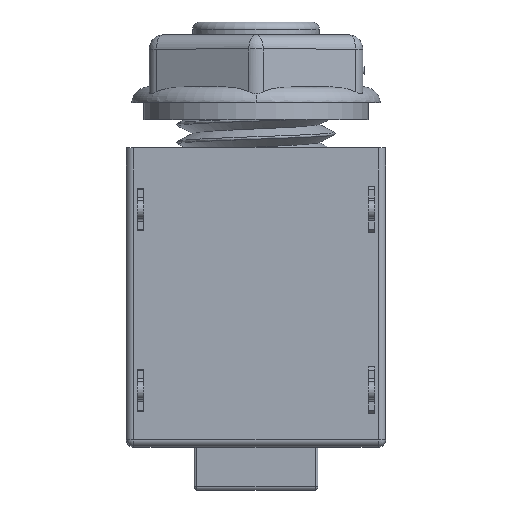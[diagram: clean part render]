
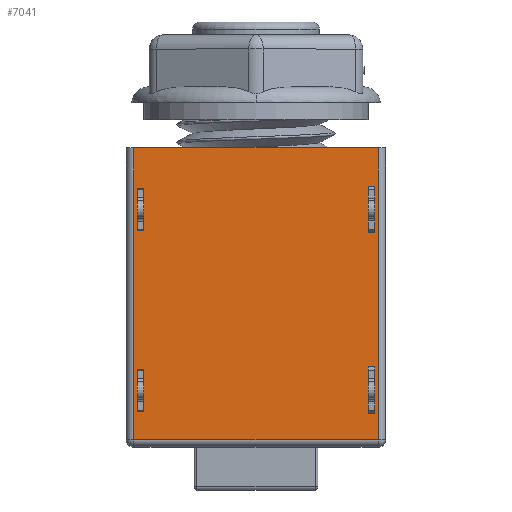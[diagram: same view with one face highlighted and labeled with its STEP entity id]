
A CAD part, top view. The second image highlights one B-rep face of the part: STEP entity #7041.
In plain terms, the highlighted planar face has unit normal (0, 0, 1).
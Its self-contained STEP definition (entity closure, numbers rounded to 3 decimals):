
#850=DIRECTION('',(0.,1.,0.));
#851=VECTOR('',#850,20.5);
#852=CARTESIAN_POINT('',(-8.6,-20.5,7.9));
#853=LINE('',#852,#851);
#854=DIRECTION('',(-1.,0.,0.));
#855=VECTOR('',#854,17.2);
#856=CARTESIAN_POINT('',(8.6,0.,7.9));
#857=LINE('',#856,#855);
#858=DIRECTION('',(0.,1.,0.));
#859=VECTOR('',#858,3.296);
#860=CARTESIAN_POINT('',(8.34,-5.973,7.9));
#861=LINE('',#860,#859);
#862=DIRECTION('',(-1.,0.,0.));
#863=VECTOR('',#862,0.46);
#864=CARTESIAN_POINT('',(8.34,-2.677,7.9));
#865=LINE('',#864,#863);
#866=DIRECTION('',(0.,1.,0.));
#867=VECTOR('',#866,3.296);
#868=CARTESIAN_POINT('',(7.88,-5.973,7.9));
#869=LINE('',#868,#867);
#870=DIRECTION('',(-1.,0.,0.));
#871=VECTOR('',#870,0.46);
#872=CARTESIAN_POINT('',(8.34,-5.973,7.9));
#873=LINE('',#872,#871);
#874=DIRECTION('',(0.,1.,0.));
#875=VECTOR('',#874,2.903);
#876=CARTESIAN_POINT('',(-8.35,-5.777,7.9));
#877=LINE('',#876,#875);
#878=DIRECTION('',(-1.,0.,0.));
#879=VECTOR('',#878,0.46);
#880=CARTESIAN_POINT('',(-7.89,-5.777,7.9));
#881=LINE('',#880,#879);
#882=DIRECTION('',(0.,1.,0.));
#883=VECTOR('',#882,2.903);
#884=CARTESIAN_POINT('',(-7.89,-5.777,7.9));
#885=LINE('',#884,#883);
#886=DIRECTION('',(-1.,0.,0.));
#887=VECTOR('',#886,0.46);
#888=CARTESIAN_POINT('',(-7.89,-2.873,7.9));
#889=LINE('',#888,#887);
#890=DIRECTION('',(0.,1.,0.));
#891=VECTOR('',#890,3.296);
#892=CARTESIAN_POINT('',(8.34,-18.673,7.9));
#893=LINE('',#892,#891);
#894=DIRECTION('',(-1.,0.,0.));
#895=VECTOR('',#894,0.46);
#896=CARTESIAN_POINT('',(8.34,-15.377,7.9));
#897=LINE('',#896,#895);
#898=DIRECTION('',(0.,1.,0.));
#899=VECTOR('',#898,3.296);
#900=CARTESIAN_POINT('',(7.88,-18.673,7.9));
#901=LINE('',#900,#899);
#902=DIRECTION('',(-1.,0.,0.));
#903=VECTOR('',#902,0.46);
#904=CARTESIAN_POINT('',(8.34,-18.673,7.9));
#905=LINE('',#904,#903);
#906=DIRECTION('',(0.,1.,0.));
#907=VECTOR('',#906,2.903);
#908=CARTESIAN_POINT('',(-8.35,-18.477,7.9));
#909=LINE('',#908,#907);
#910=DIRECTION('',(-1.,0.,0.));
#911=VECTOR('',#910,0.46);
#912=CARTESIAN_POINT('',(-7.89,-18.477,7.9));
#913=LINE('',#912,#911);
#914=DIRECTION('',(0.,1.,0.));
#915=VECTOR('',#914,2.903);
#916=CARTESIAN_POINT('',(-7.89,-18.477,7.9));
#917=LINE('',#916,#915);
#918=DIRECTION('',(-1.,0.,0.));
#919=VECTOR('',#918,0.46);
#920=CARTESIAN_POINT('',(-7.89,-15.573,7.9));
#921=LINE('',#920,#919);
#922=DIRECTION('',(0.,1.,0.));
#923=VECTOR('',#922,20.5);
#924=CARTESIAN_POINT('',(8.6,-20.5,7.9));
#925=LINE('',#924,#923);
#1112=DIRECTION('',(1.,0.,0.));
#1113=VECTOR('',#1112,17.2);
#1114=CARTESIAN_POINT('',(-8.6,-20.5,7.9));
#1115=LINE('',#1114,#1113);
#4746=CARTESIAN_POINT('',(-8.6,-20.5,7.9));
#4747=CARTESIAN_POINT('',(8.6,-20.5,7.9));
#4748=VERTEX_POINT('',#4746);
#4749=VERTEX_POINT('',#4747);
#4759=CARTESIAN_POINT('',(-8.6,0.,7.9));
#4761=VERTEX_POINT('',#4759);
#4762=CARTESIAN_POINT('',(8.6,0.,7.9));
#4764=VERTEX_POINT('',#4762);
#5539=CARTESIAN_POINT('',(-8.35,-18.477,7.9));
#5540=VERTEX_POINT('',#5539);
#5541=CARTESIAN_POINT('',(-8.35,-15.573,7.9));
#5542=VERTEX_POINT('',#5541);
#5543=CARTESIAN_POINT('',(-7.89,-18.477,7.9));
#5544=VERTEX_POINT('',#5543);
#5545=CARTESIAN_POINT('',(-7.89,-15.573,7.9));
#5546=VERTEX_POINT('',#5545);
#5547=CARTESIAN_POINT('',(8.34,-18.673,7.9));
#5548=VERTEX_POINT('',#5547);
#5549=CARTESIAN_POINT('',(8.34,-15.377,7.9));
#5550=VERTEX_POINT('',#5549);
#5551=CARTESIAN_POINT('',(7.88,-18.673,7.9));
#5552=VERTEX_POINT('',#5551);
#5553=CARTESIAN_POINT('',(7.88,-15.377,7.9));
#5554=VERTEX_POINT('',#5553);
#5571=CARTESIAN_POINT('',(-8.35,-5.777,7.9));
#5572=VERTEX_POINT('',#5571);
#5573=CARTESIAN_POINT('',(-8.35,-2.873,7.9));
#5574=VERTEX_POINT('',#5573);
#5575=CARTESIAN_POINT('',(-7.89,-5.777,7.9));
#5576=VERTEX_POINT('',#5575);
#5577=CARTESIAN_POINT('',(-7.89,-2.873,7.9));
#5578=VERTEX_POINT('',#5577);
#5579=CARTESIAN_POINT('',(8.34,-5.973,7.9));
#5580=VERTEX_POINT('',#5579);
#5581=CARTESIAN_POINT('',(8.34,-2.677,7.9));
#5582=VERTEX_POINT('',#5581);
#5583=CARTESIAN_POINT('',(7.88,-5.973,7.9));
#5584=VERTEX_POINT('',#5583);
#5585=CARTESIAN_POINT('',(7.88,-2.677,7.9));
#5586=VERTEX_POINT('',#5585);
#6990=CARTESIAN_POINT('',(0.,0.,7.9));
#6991=DIRECTION('',(0.,0.,1.));
#6992=DIRECTION('',(0.,-1.,0.));
#6993=AXIS2_PLACEMENT_3D('',#6990,#6991,#6992);
#6994=PLANE('',#6993);
#6996=ORIENTED_EDGE('',*,*,#6995,.F.);
#6998=ORIENTED_EDGE('',*,*,#6997,.F.);
#7000=ORIENTED_EDGE('',*,*,#6999,.T.);
#7002=ORIENTED_EDGE('',*,*,#7001,.F.);
#7003=EDGE_LOOP('',(#6996,#6998,#7000,#7002));
#7004=FACE_OUTER_BOUND('',#7003,.F.);
#7005=ORIENTED_EDGE('',*,*,#6592,.T.);
#7006=ORIENTED_EDGE('',*,*,#6881,.T.);
#7007=ORIENTED_EDGE('',*,*,#6662,.F.);
#7008=ORIENTED_EDGE('',*,*,#6985,.F.);
#7009=EDGE_LOOP('',(#7005,#7006,#7007,#7008));
#7010=FACE_BOUND('',#7009,.F.);
#7012=ORIENTED_EDGE('',*,*,#7011,.F.);
#7014=ORIENTED_EDGE('',*,*,#7013,.F.);
#7016=ORIENTED_EDGE('',*,*,#7015,.T.);
#7018=ORIENTED_EDGE('',*,*,#7017,.T.);
#7019=EDGE_LOOP('',(#7012,#7014,#7016,#7018));
#7020=FACE_BOUND('',#7019,.F.);
#7022=ORIENTED_EDGE('',*,*,#7021,.T.);
#7024=ORIENTED_EDGE('',*,*,#7023,.T.);
#7026=ORIENTED_EDGE('',*,*,#7025,.F.);
#7028=ORIENTED_EDGE('',*,*,#7027,.F.);
#7029=EDGE_LOOP('',(#7022,#7024,#7026,#7028));
#7030=FACE_BOUND('',#7029,.F.);
#7032=ORIENTED_EDGE('',*,*,#7031,.F.);
#7034=ORIENTED_EDGE('',*,*,#7033,.F.);
#7036=ORIENTED_EDGE('',*,*,#7035,.T.);
#7038=ORIENTED_EDGE('',*,*,#7037,.T.);
#7039=EDGE_LOOP('',(#7032,#7034,#7036,#7038));
#7040=FACE_BOUND('',#7039,.F.);
#7041=ADVANCED_FACE('',(#7004,#7010,#7020,#7030,#7040),#6994,.T.);
#6592=EDGE_CURVE('',#5580,#5582,#861,.T.);
#6662=EDGE_CURVE('',#5584,#5586,#869,.T.);
#6881=EDGE_CURVE('',#5582,#5586,#865,.T.);
#6985=EDGE_CURVE('',#5580,#5584,#873,.T.);
#6995=EDGE_CURVE('',#4749,#4764,#925,.T.);
#6997=EDGE_CURVE('',#4748,#4749,#1115,.T.);
#6999=EDGE_CURVE('',#4748,#4761,#853,.T.);
#7001=EDGE_CURVE('',#4764,#4761,#857,.T.);
#7011=EDGE_CURVE('',#5572,#5574,#877,.T.);
#7013=EDGE_CURVE('',#5576,#5572,#881,.T.);
#7015=EDGE_CURVE('',#5576,#5578,#885,.T.);
#7017=EDGE_CURVE('',#5578,#5574,#889,.T.);
#7021=EDGE_CURVE('',#5548,#5550,#893,.T.);
#7023=EDGE_CURVE('',#5550,#5554,#897,.T.);
#7025=EDGE_CURVE('',#5552,#5554,#901,.T.);
#7027=EDGE_CURVE('',#5548,#5552,#905,.T.);
#7031=EDGE_CURVE('',#5540,#5542,#909,.T.);
#7033=EDGE_CURVE('',#5544,#5540,#913,.T.);
#7035=EDGE_CURVE('',#5544,#5546,#917,.T.);
#7037=EDGE_CURVE('',#5546,#5542,#921,.T.);
